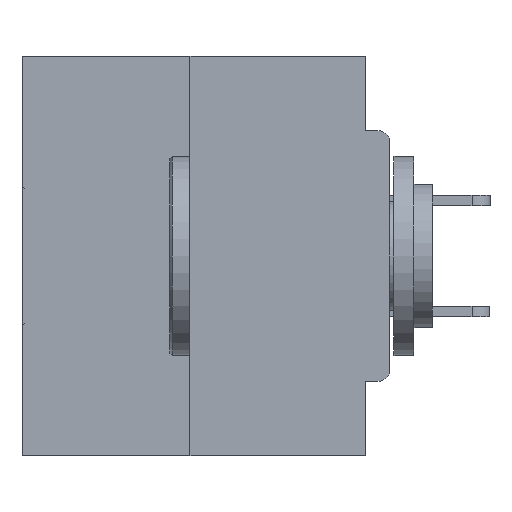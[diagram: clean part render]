
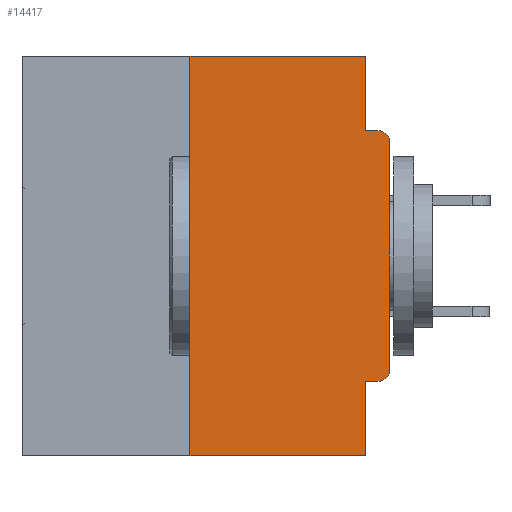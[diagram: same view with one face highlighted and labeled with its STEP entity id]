
A CAD part, left-side view. The second image highlights one B-rep face of the part: STEP entity #14417.
In plain terms, the highlighted planar face has unit normal (-1, 0, 0).
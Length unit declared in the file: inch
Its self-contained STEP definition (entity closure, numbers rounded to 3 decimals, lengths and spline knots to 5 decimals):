
#108 = VERTEX_POINT ( 'NONE', #7373 ) ;
#142 = DIRECTION ( 'NONE',  ( 0., -1., 0. ) ) ;
#407 = CARTESIAN_POINT ( 'NONE',  ( 0., 0.015, -0.3915 ) ) ;
#1134 = CARTESIAN_POINT ( 'NONE',  ( 0., 0.031, -0.0935 ) ) ;
#1778 = CARTESIAN_POINT ( 'NONE',  ( 0., 0.25, 0. ) ) ;
#1881 = DIRECTION ( 'NONE',  ( -1., 0., 0. ) ) ;
#3226 = EDGE_CURVE ( 'NONE', #40073, #21406, #18409, .T. ) ;
#3237 = VERTEX_POINT ( 'NONE', #10714 ) ;
#3811 = EDGE_CURVE ( 'NONE', #8140, #40073, #24791, .T. ) ;
#4336 = LINE ( 'NONE', #40086, #24912 ) ;
#4855 = VECTOR ( 'NONE', #36388, 39.37008 ) ;
#5004 = EDGE_CURVE ( 'NONE', #36628, #3237, #34034, .T. ) ;
#5531 = DIRECTION ( 'NONE',  ( 0., 0., -1. ) ) ;
#5686 = CARTESIAN_POINT ( 'NONE',  ( 0., 0.015, -0.4065 ) ) ;
#6574 = DIRECTION ( 'NONE',  ( 0., 0., 1. ) ) ;
#6630 = VECTOR ( 'NONE', #6574, 39.37008 ) ;
#7373 = CARTESIAN_POINT ( 'NONE',  ( 0., 0.031, -0.5 ) ) ;
#7750 = DIRECTION ( 'NONE',  ( 0., 1., 0. ) ) ;
#8063 = VECTOR ( 'NONE', #35283, 39.37008 ) ;
#8140 = VERTEX_POINT ( 'NONE', #20015 ) ;
#8711 = CARTESIAN_POINT ( 'NONE',  ( 0., 0.46, -0.5 ) ) ;
#9631 = AXIS2_PLACEMENT_3D ( 'NONE', #28414, #32534, #29119 ) ;
#10714 = CARTESIAN_POINT ( 'NONE',  ( 0., 0., -0.3915 ) ) ;
#11718 = LINE ( 'NONE', #8711, #35802 ) ;
#12690 = ORIENTED_EDGE ( 'NONE', *, *, #34540, .F. ) ;
#12974 = VECTOR ( 'NONE', #142, 39.37008 ) ;
#13696 = ORIENTED_EDGE ( 'NONE', *, *, #33820, .T. ) ;
#14417 = ADVANCED_FACE ( 'NONE', ( #32851 ), #25277, .F. ) ;
#15522 = EDGE_CURVE ( 'NONE', #21406, #23329, #4336, .T. ) ;
#16003 = ORIENTED_EDGE ( 'NONE', *, *, #3811, .F. ) ;
#16649 = CARTESIAN_POINT ( 'NONE',  ( 0., 0.031, 0. ) ) ;
#16969 = DIRECTION ( 'NONE',  ( 0., 0., -1. ) ) ;
#17263 = CARTESIAN_POINT ( 'NONE',  ( 0., 0., -0.4065 ) ) ;
#18316 = ORIENTED_EDGE ( 'NONE', *, *, #5004, .T. ) ;
#18409 = LINE ( 'NONE', #26202, #8063 ) ;
#18431 = LINE ( 'NONE', #17263, #28181 ) ;
#19468 = AXIS2_PLACEMENT_3D ( 'NONE', #36835, #1881, #5531 ) ;
#20015 = CARTESIAN_POINT ( 'NONE',  ( 0., 0.25, -0.5 ) ) ;
#20558 = CARTESIAN_POINT ( 'NONE',  ( 0., 0., -0.1085 ) ) ;
#20765 = CARTESIAN_POINT ( 'NONE',  ( 0., 0.031, -0.5 ) ) ;
#21324 = LINE ( 'NONE', #22082, #12974 ) ;
#21406 = VERTEX_POINT ( 'NONE', #16649 ) ;
#21448 = ORIENTED_EDGE ( 'NONE', *, *, #30529, .T. ) ;
#21666 = VECTOR ( 'NONE', #29912, 39.37008 ) ;
#22082 = CARTESIAN_POINT ( 'NONE',  ( 0., 0., -0.0935 ) ) ;
#22422 = CARTESIAN_POINT ( 'NONE',  ( 0., 0.015, -0.0935 ) ) ;
#23113 = ORIENTED_EDGE ( 'NONE', *, *, #34691, .T. ) ;
#23329 = VERTEX_POINT ( 'NONE', #1134 ) ;
#24453 = EDGE_CURVE ( 'NONE', #25367, #108, #33276, .T. ) ;
#24791 = LINE ( 'NONE', #24960, #6630 ) ;
#24912 = VECTOR ( 'NONE', #30951, 39.37008 ) ;
#24960 = CARTESIAN_POINT ( 'NONE',  ( 0., 0.25, 0. ) ) ;
#25000 = ORIENTED_EDGE ( 'NONE', *, *, #24453, .F. ) ;
#25199 = ORIENTED_EDGE ( 'NONE', *, *, #15522, .F. ) ;
#25277 = PLANE ( 'NONE',  #9631 ) ;
#25367 = VERTEX_POINT ( 'NONE', #38814 ) ;
#26202 = CARTESIAN_POINT ( 'NONE',  ( 0., 0.46, 0. ) ) ;
#27168 = EDGE_LOOP ( 'NONE', ( #39565, #16003, #23113, #25000, #12690, #18316, #13696, #21448, #38036, #25199 ) ) ;
#27617 = VERTEX_POINT ( 'NONE', #22422 ) ;
#28181 = VECTOR ( 'NONE', #7750, 39.37008 ) ;
#28414 = CARTESIAN_POINT ( 'NONE',  ( 0., 0.46, 0. ) ) ;
#29119 = DIRECTION ( 'NONE',  ( 0., 0., -1. ) ) ;
#29604 = VERTEX_POINT ( 'NONE', #20558 ) ;
#29731 = CIRCLE ( 'NONE', #19468, 0.015 ) ;
#29912 = DIRECTION ( 'NONE',  ( 0., 0., 1. ) ) ;
#29962 = LINE ( 'NONE', #36006, #21666 ) ;
#30529 = EDGE_CURVE ( 'NONE', #29604, #27617, #29731, .T. ) ;
#30641 = DIRECTION ( 'NONE',  ( 0., -1., 0. ) ) ;
#30951 = DIRECTION ( 'NONE',  ( 0., 0., -1. ) ) ;
#32534 = DIRECTION ( 'NONE',  ( 1., 0., 0. ) ) ;
#32851 = FACE_OUTER_BOUND ( 'NONE', #27168, .T. ) ;
#33276 = LINE ( 'NONE', #20765, #4855 ) ;
#33820 = EDGE_CURVE ( 'NONE', #3237, #29604, #29962, .T. ) ;
#34034 = CIRCLE ( 'NONE', #39124, 0.015 ) ;
#34540 = EDGE_CURVE ( 'NONE', #36628, #25367, #18431, .T. ) ;
#34691 = EDGE_CURVE ( 'NONE', #8140, #108, #11718, .T. ) ;
#34944 = DIRECTION ( 'NONE',  ( -1., 0., 0. ) ) ;
#35283 = DIRECTION ( 'NONE',  ( 0., -1., 0. ) ) ;
#35802 = VECTOR ( 'NONE', #30641, 39.37008 ) ;
#36006 = CARTESIAN_POINT ( 'NONE',  ( 0., 0., 0. ) ) ;
#36388 = DIRECTION ( 'NONE',  ( 0., 0., -1. ) ) ;
#36628 = VERTEX_POINT ( 'NONE', #5686 ) ;
#36835 = CARTESIAN_POINT ( 'NONE',  ( 0., 0.015, -0.1085 ) ) ;
#38036 = ORIENTED_EDGE ( 'NONE', *, *, #39717, .F. ) ;
#38814 = CARTESIAN_POINT ( 'NONE',  ( 0., 0.031, -0.4065 ) ) ;
#39124 = AXIS2_PLACEMENT_3D ( 'NONE', #407, #34944, #16969 ) ;
#39565 = ORIENTED_EDGE ( 'NONE', *, *, #3226, .F. ) ;
#39717 = EDGE_CURVE ( 'NONE', #23329, #27617, #21324, .T. ) ;
#40073 = VERTEX_POINT ( 'NONE', #1778 ) ;
#40086 = CARTESIAN_POINT ( 'NONE',  ( 0., 0.031, 0. ) ) ;
